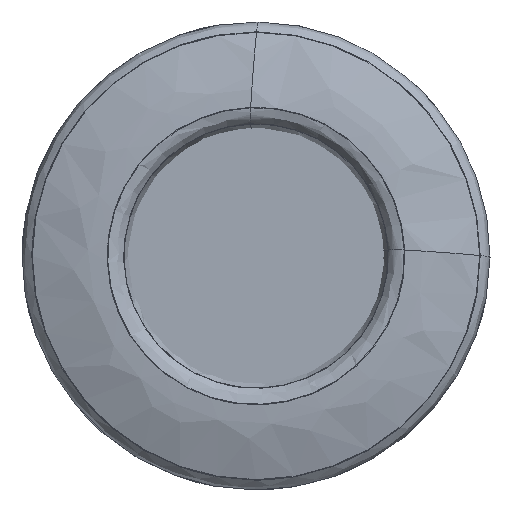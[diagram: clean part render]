
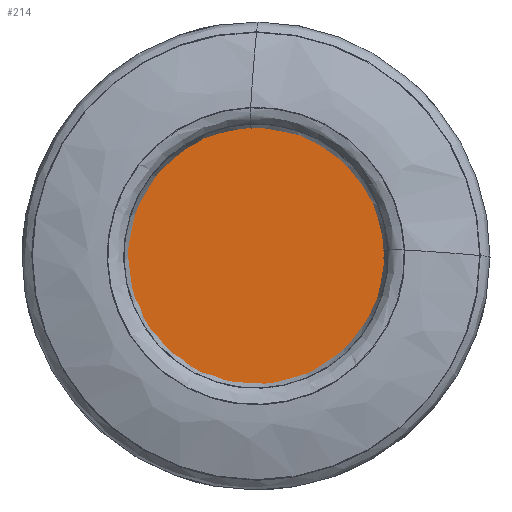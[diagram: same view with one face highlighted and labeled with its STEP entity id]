
A CAD part, left-side view. The second image highlights one B-rep face of the part: STEP entity #214.
In plain terms, the highlighted planar face has unit normal (-1, 0, 0).
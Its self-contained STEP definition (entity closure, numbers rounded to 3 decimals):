
#214=ADVANCED_FACE('',(#251),#249,.F.);
#249=PLANE('',#786);
#251=FACE_OUTER_BOUND('',#331,.T.);
#331=EDGE_LOOP('',(#411));
#411=ORIENTED_EDGE('',*,*,#619,.T.);
#563=VERTEX_POINT('',#1075);
#619=EDGE_CURVE('',#563,#563,#707,.T.);
#707=CIRCLE('',#784,11.824);
#784=AXIS2_PLACEMENT_3D('',#1074,#910,#911);
#786=AXIS2_PLACEMENT_3D('',#1077,#914,#915);
#910=DIRECTION('',(-1.,0.,0.));
#911=DIRECTION('',(0.,0.,1.));
#914=DIRECTION('',(1.,0.,0.));
#915=DIRECTION('',(0.,0.,-1.));
#1074=CARTESIAN_POINT('',(1.8,0.,0.));
#1075=CARTESIAN_POINT('',(1.8,0.,11.824));
#1077=CARTESIAN_POINT('',(1.8,11.824,0.));
